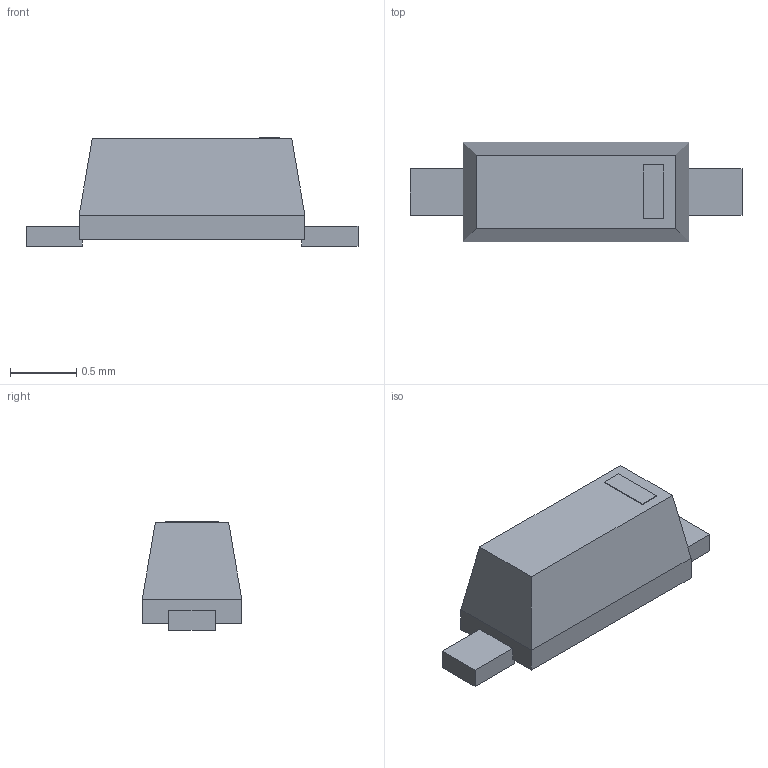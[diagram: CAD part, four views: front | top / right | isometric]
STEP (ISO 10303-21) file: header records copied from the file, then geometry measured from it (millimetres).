
FILE_DESCRIPTION(/* description */ ('STEP AP214'),/* implementation_level */ '2;1');
FILE_NAME(/* name */ 'Diodo SOD323F.stp',/* time_stamp */ '2022-09-25T15:43:35+02:00',/* author */ ('Usuario'),/* organization */ (''),/* preprocessor_version */ 'ST-DEVELOPER v18.1',/* originating_system */ 'Autodesk Inventor 2021',/* authorisation */ '');
FILE_SCHEMA (('AUTOMOTIVE_DESIGN { 1 0 10303 214 3 1 1 }'));
Length unit declared in the file: millimetre
Products named in the file (1): SOD323F_DIO
Bounding box: 2.5 x 0.75 x 0.82 mm (x, y, z)
Volume: 0.9 mm3; surface area: 6.8 mm2
Topology: 4 solids, 4 shells, 32 faces, 68 edges, 44 vertices
Faces by surface type: plane 32
Entity records: 905 total; most frequent: CARTESIAN_POINT 145, ORIENTED_EDGE 136, DIRECTION 134, LINE 68, VECTOR 68, EDGE_CURVE 68, VERTEX_POINT 44, AXIS2_PLACEMENT_3D 33
